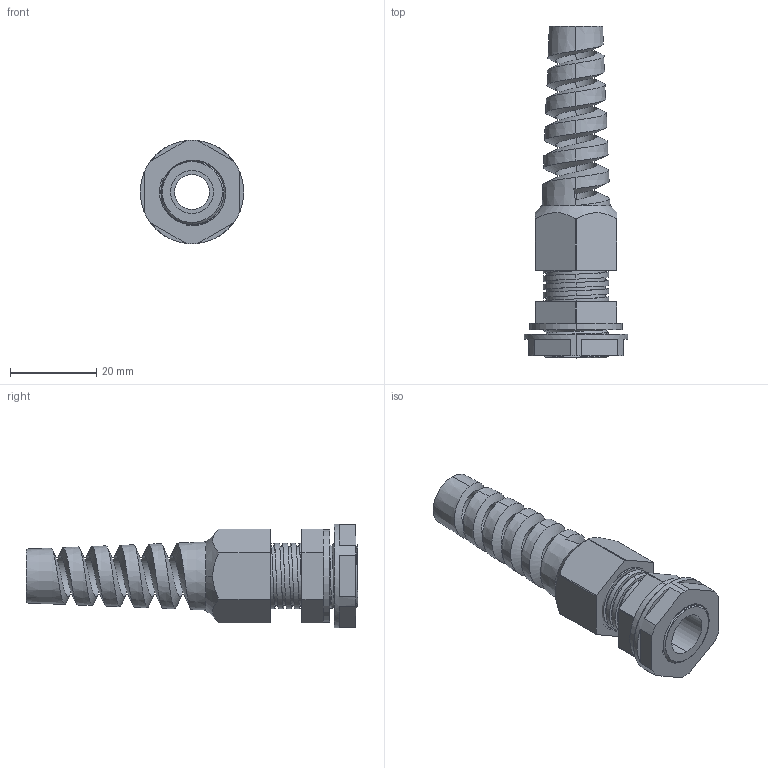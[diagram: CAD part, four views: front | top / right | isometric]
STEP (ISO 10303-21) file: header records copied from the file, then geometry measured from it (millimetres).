
FILE_DESCRIPTION (( 'STEP AP203' ), '1' );
FILE_NAME ('BSSPX-22-W.step', '2016-02-11T13:31:56', ( '' ), ( '' ), 'SwSTEP 2.0', 'SolidWorks 2015', '' );
FILE_SCHEMA (( 'CONFIG_CONTROL_DESIGN' ));
Length unit declared in the file: millimetre
Products named in the file (1): BSSPX-22-W
Bounding box: 24 x 77 x 24 mm (x, y, z)
Volume: 9298 mm3; surface area: 11397.8 mm2
Topology: 5 solids, 5 shells, 226 faces, 637 edges, 423 vertices
Faces by surface type: plane 103, cylinder 89, cone 18, bspline 14, torus 2
Entity records: 13631 total; most frequent: CARTESIAN_POINT 8095, ORIENTED_EDGE 1274, DIRECTION 1034, EDGE_CURVE 637, VERTEX_POINT 423, AXIS2_PLACEMENT_3D 377, VECTOR 280, LINE 280
